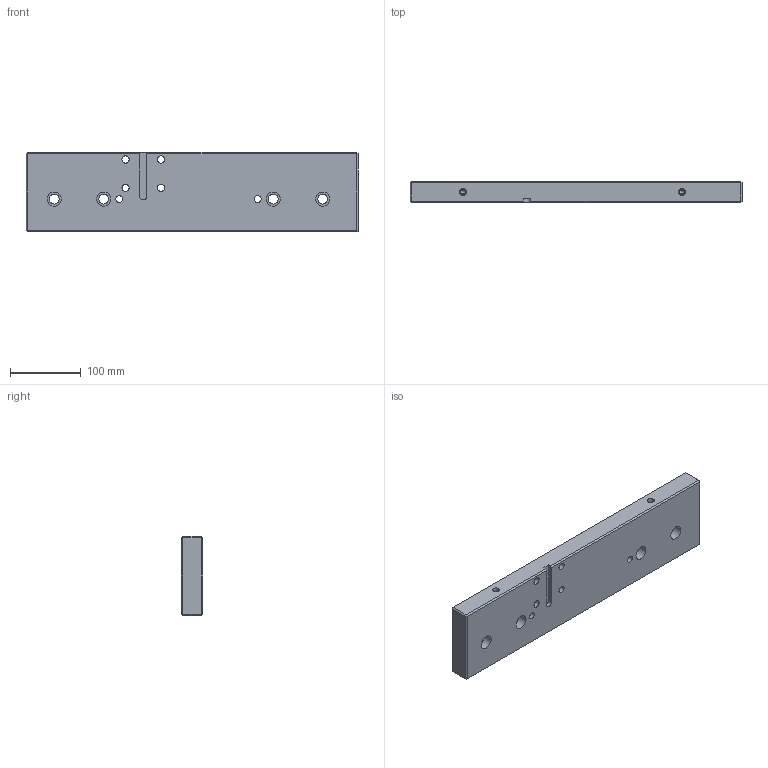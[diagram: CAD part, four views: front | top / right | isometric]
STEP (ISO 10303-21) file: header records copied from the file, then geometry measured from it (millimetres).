
FILE_DESCRIPTION (( 'STEP AP203' ), '1' );
FILE_NAME ('342B22S02-導軌.STEP', '2023-09-28T06:26:51', ( '' ), ( '' ), 'SwSTEP 2.0', 'SolidWorks 2018', '' );
FILE_SCHEMA (( 'CONFIG_CONTROL_DESIGN' ));
Length unit declared in the file: millimetre
Products named in the file (1): 342B22S02-導軌
Bounding box: 470 x 30 x 112 mm (x, y, z)
Volume: 1514441.3 mm3; surface area: 154641.1 mm2
Topology: 2 solids, 3 shells, 82 faces, 192 edges, 118 vertices
Faces by surface type: plane 33, cylinder 33, cone 16
Full cylindrical faces by diameter (mm): 7.9 x4, 8.4 x4, 8.5 x4, 9.6 x2, 10.2 x4, 14 x4, 20 x4
Entity records: 2741 total; most frequent: CARTESIAN_POINT 1007, DIRECTION 338, ORIENTED_EDGE 280, EDGE_LOOP 148, AXIS2_PLACEMENT_3D 141, EDGE_CURVE 140, FACE_OUTER_BOUND 106, VERTEX_POINT 102
